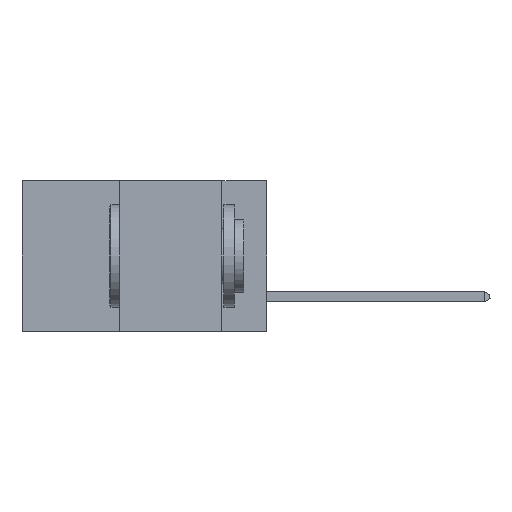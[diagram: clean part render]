
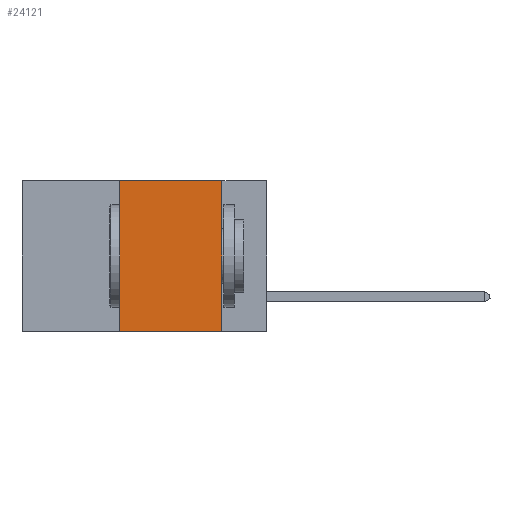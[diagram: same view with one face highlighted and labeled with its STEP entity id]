
A CAD part, left-side view. The second image highlights one B-rep face of the part: STEP entity #24121.
In plain terms, the highlighted planar face has unit normal (-1, 0, 0).
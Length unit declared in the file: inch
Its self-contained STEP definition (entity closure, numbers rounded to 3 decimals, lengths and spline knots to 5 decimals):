
#303 = CARTESIAN_POINT ( 'NONE',  ( 0., 0.6, -0.37 ) ) ;
#1978 = VERTEX_POINT ( 'NONE', #3084 ) ;
#2588 = ORIENTED_EDGE ( 'NONE', *, *, #11897, .F. ) ;
#3084 = CARTESIAN_POINT ( 'NONE',  ( 0., 0.11, 0. ) ) ;
#3708 = CARTESIAN_POINT ( 'NONE',  ( 0., 0.36, 0. ) ) ;
#4427 = LINE ( 'NONE', #5331, #23644 ) ;
#5331 = CARTESIAN_POINT ( 'NONE',  ( 0., 0.36, 0. ) ) ;
#7864 = VERTEX_POINT ( 'NONE', #46863 ) ;
#8834 = LINE ( 'NONE', #303, #27551 ) ;
#9098 = LINE ( 'NONE', #18637, #28377 ) ;
#9234 = VERTEX_POINT ( 'NONE', #3708 ) ;
#9359 = VERTEX_POINT ( 'NONE', #49297 ) ;
#11897 = EDGE_CURVE ( 'NONE', #1978, #7864, #9098, .T. ) ;
#16038 = DIRECTION ( 'NONE',  ( 0., -1., 0. ) ) ;
#16092 = ORIENTED_EDGE ( 'NONE', *, *, #44729, .F. ) ;
#17490 = DIRECTION ( 'NONE',  ( 1., 0., 0. ) ) ;
#18637 = CARTESIAN_POINT ( 'NONE',  ( 0., 0.11, 0. ) ) ;
#19641 = DIRECTION ( 'NONE',  ( 0., -1., 0. ) ) ;
#20872 = FACE_OUTER_BOUND ( 'NONE', #33390, .T. ) ;
#23644 = VECTOR ( 'NONE', #40284, 39.37008 ) ;
#24121 = ADVANCED_FACE ( 'NONE', ( #20872 ), #32817, .F. ) ;
#25734 = CARTESIAN_POINT ( 'NONE',  ( 0., 0.6, 0. ) ) ;
#27551 = VECTOR ( 'NONE', #16038, 39.37008 ) ;
#28377 = VECTOR ( 'NONE', #44376, 39.37008 ) ;
#30435 = ORIENTED_EDGE ( 'NONE', *, *, #35479, .F. ) ;
#31801 = LINE ( 'NONE', #34822, #46190 ) ;
#32817 = PLANE ( 'NONE',  #35036 ) ;
#33390 = EDGE_LOOP ( 'NONE', ( #2588, #30435, #16092, #41906 ) ) ;
#34822 = CARTESIAN_POINT ( 'NONE',  ( 0., 0.6, 0. ) ) ;
#35036 = AXIS2_PLACEMENT_3D ( 'NONE', #25734, #17490, #37183 ) ;
#35479 = EDGE_CURVE ( 'NONE', #9234, #1978, #31801, .T. ) ;
#37183 = DIRECTION ( 'NONE',  ( 0., 0., -1. ) ) ;
#40284 = DIRECTION ( 'NONE',  ( 0., 0., 1. ) ) ;
#41889 = EDGE_CURVE ( 'NONE', #9359, #7864, #8834, .T. ) ;
#41906 = ORIENTED_EDGE ( 'NONE', *, *, #41889, .T. ) ;
#44376 = DIRECTION ( 'NONE',  ( 0., 0., -1. ) ) ;
#44729 = EDGE_CURVE ( 'NONE', #9359, #9234, #4427, .T. ) ;
#46190 = VECTOR ( 'NONE', #19641, 39.37008 ) ;
#46863 = CARTESIAN_POINT ( 'NONE',  ( 0., 0.11, -0.37 ) ) ;
#49297 = CARTESIAN_POINT ( 'NONE',  ( 0., 0.36, -0.37 ) ) ;
